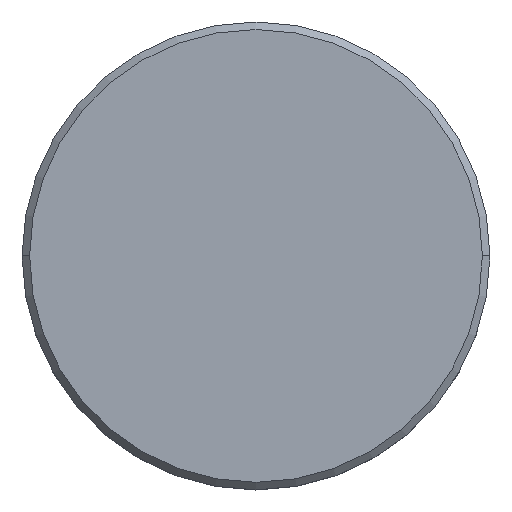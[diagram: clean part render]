
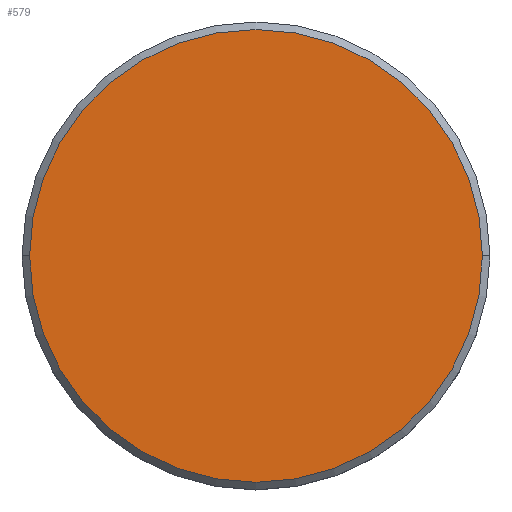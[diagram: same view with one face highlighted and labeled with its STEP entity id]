
A CAD part, top view. The second image highlights one B-rep face of the part: STEP entity #579.
In plain terms, the highlighted planar face has unit normal (0, 0, 1).
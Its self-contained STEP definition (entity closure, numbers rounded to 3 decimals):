
#29 = ORIENTED_EDGE ( 'NONE', *, *, #269, .T. ) ;
#84 = CARTESIAN_POINT ( 'NONE',  ( 0., 0., 0. ) ) ;
#102 = VERTEX_POINT ( 'NONE', #802 ) ;
#269 = EDGE_CURVE ( 'NONE', #321, #102, #801, .T. ) ;
#274 = AXIS2_PLACEMENT_3D ( 'NONE', #84, #546, #1078 ) ;
#321 = VERTEX_POINT ( 'NONE', #948 ) ;
#516 = EDGE_LOOP ( 'NONE', ( #1154, #29 ) ) ;
#538 = AXIS2_PLACEMENT_3D ( 'NONE', #677, #874, #769 ) ;
#546 = DIRECTION ( 'NONE',  ( 0., 0., 1. ) ) ;
#579 = ADVANCED_FACE ( 'NONE', ( #1003 ), #633, .T. ) ;
#585 = CARTESIAN_POINT ( 'NONE',  ( 0., 0., 0. ) ) ;
#633 = PLANE ( 'NONE',  #274 ) ;
#677 = CARTESIAN_POINT ( 'NONE',  ( 0., 0., 0. ) ) ;
#769 = DIRECTION ( 'NONE',  ( 1., 0., 0. ) ) ;
#801 = CIRCLE ( 'NONE', #997, 15. ) ;
#802 = CARTESIAN_POINT ( 'NONE',  ( -15., 0., 0. ) ) ;
#855 = DIRECTION ( 'NONE',  ( 0., 0., 1. ) ) ;
#874 = DIRECTION ( 'NONE',  ( 0., 0., 1. ) ) ;
#913 = EDGE_CURVE ( 'NONE', #102, #321, #1057, .T. ) ;
#935 = DIRECTION ( 'NONE',  ( 1., 0., 0. ) ) ;
#948 = CARTESIAN_POINT ( 'NONE',  ( 15., 0., 0. ) ) ;
#997 = AXIS2_PLACEMENT_3D ( 'NONE', #585, #855, #935 ) ;
#1003 = FACE_OUTER_BOUND ( 'NONE', #516, .T. ) ;
#1057 = CIRCLE ( 'NONE', #538, 15. ) ;
#1078 = DIRECTION ( 'NONE',  ( 1., 0., 0. ) ) ;
#1154 = ORIENTED_EDGE ( 'NONE', *, *, #913, .T. ) ;
